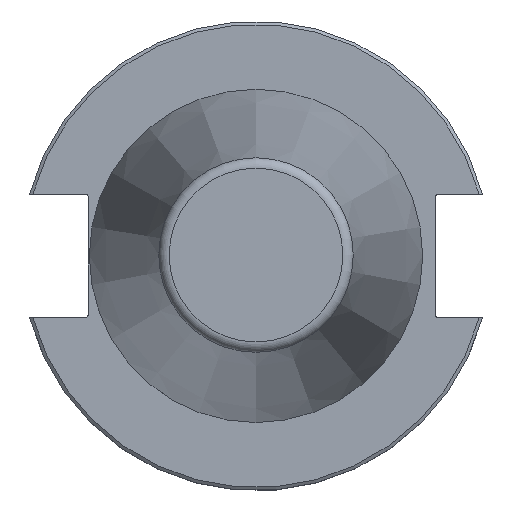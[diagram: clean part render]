
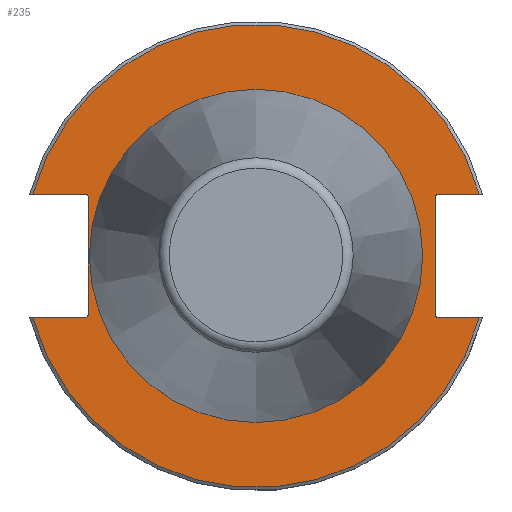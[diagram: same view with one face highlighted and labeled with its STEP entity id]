
A CAD part, top view. The second image highlights one B-rep face of the part: STEP entity #235.
In plain terms, the highlighted planar face has unit normal (0, 0, 1).
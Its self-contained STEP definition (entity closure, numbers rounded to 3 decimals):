
#79=FACE_BOUND('',#352,.T.);
#80=FACE_BOUND('',#353,.T.);
#120=PLANE('',#1145);
#143=LINE('',#1656,#189);
#148=LINE('',#1670,#194);
#149=LINE('',#1673,#195);
#150=LINE('',#1677,#196);
#151=LINE('',#1681,#197);
#152=LINE('',#1686,#198);
#153=LINE('',#1690,#199);
#154=LINE('',#1694,#200);
#189=VECTOR('',#1281,1.);
#194=VECTOR('',#1294,1.);
#195=VECTOR('',#1295,1.);
#196=VECTOR('',#1298,1.);
#197=VECTOR('',#1301,1.);
#198=VECTOR('',#1306,1.);
#199=VECTOR('',#1309,1.);
#200=VECTOR('',#1312,1.);
#235=ADVANCED_FACE('',(#79,#80),#120,.T.);
#352=EDGE_LOOP('',(#503,#504,#505,#506,#507,#508,#509,#510,#511,#512,#513,
#514,#515,#516));
#353=EDGE_LOOP('',(#517));
#503=ORIENTED_EDGE('',*,*,#905,.T.);
#504=ORIENTED_EDGE('',*,*,#906,.T.);
#505=ORIENTED_EDGE('',*,*,#907,.F.);
#506=ORIENTED_EDGE('',*,*,#908,.T.);
#507=ORIENTED_EDGE('',*,*,#909,.F.);
#508=ORIENTED_EDGE('',*,*,#910,.F.);
#509=ORIENTED_EDGE('',*,*,#911,.F.);
#510=ORIENTED_EDGE('',*,*,#898,.T.);
#511=ORIENTED_EDGE('',*,*,#912,.F.);
#512=ORIENTED_EDGE('',*,*,#913,.T.);
#513=ORIENTED_EDGE('',*,*,#914,.F.);
#514=ORIENTED_EDGE('',*,*,#915,.F.);
#515=ORIENTED_EDGE('',*,*,#916,.F.);
#516=ORIENTED_EDGE('',*,*,#917,.T.);
#517=ORIENTED_EDGE('',*,*,#918,.F.);
#789=VERTEX_POINT('',#1655);
#790=VERTEX_POINT('',#1657);
#795=VERTEX_POINT('',#1671);
#796=VERTEX_POINT('',#1672);
#797=VERTEX_POINT('',#1674);
#798=VERTEX_POINT('',#1676);
#799=VERTEX_POINT('',#1678);
#800=VERTEX_POINT('',#1680);
#801=VERTEX_POINT('',#1682);
#802=VERTEX_POINT('',#1685);
#803=VERTEX_POINT('',#1687);
#804=VERTEX_POINT('',#1689);
#805=VERTEX_POINT('',#1691);
#806=VERTEX_POINT('',#1693);
#807=VERTEX_POINT('',#1696);
#898=EDGE_CURVE('',#790,#789,#143,.T.);
#905=EDGE_CURVE('',#795,#796,#148,.T.);
#906=EDGE_CURVE('',#796,#797,#149,.T.);
#907=EDGE_CURVE('',#798,#797,#1039,.T.);
#908=EDGE_CURVE('',#798,#799,#150,.T.);
#909=EDGE_CURVE('',#800,#799,#1040,.T.);
#910=EDGE_CURVE('',#801,#800,#151,.T.);
#911=EDGE_CURVE('',#790,#801,#1041,.T.);
#912=EDGE_CURVE('',#802,#789,#1042,.T.);
#913=EDGE_CURVE('',#802,#803,#152,.T.);
#914=EDGE_CURVE('',#804,#803,#1043,.T.);
#915=EDGE_CURVE('',#805,#804,#153,.T.);
#916=EDGE_CURVE('',#806,#805,#1044,.T.);
#917=EDGE_CURVE('',#806,#795,#154,.T.);
#918=EDGE_CURVE('',#807,#807,#1045,.T.);
#1039=CIRCLE('',#1138,0.75);
#1040=CIRCLE('',#1139,48.539);
#1041=CIRCLE('',#1140,0.75);
#1042=CIRCLE('',#1141,0.75);
#1043=CIRCLE('',#1142,48.539);
#1044=CIRCLE('',#1143,0.75);
#1045=CIRCLE('',#1144,34.925);
#1138=AXIS2_PLACEMENT_3D('',#1675,#1296,#1297);
#1139=AXIS2_PLACEMENT_3D('',#1679,#1299,#1300);
#1140=AXIS2_PLACEMENT_3D('',#1683,#1302,#1303);
#1141=AXIS2_PLACEMENT_3D('',#1684,#1304,#1305);
#1142=AXIS2_PLACEMENT_3D('',#1688,#1307,#1308);
#1143=AXIS2_PLACEMENT_3D('',#1692,#1310,#1311);
#1144=AXIS2_PLACEMENT_3D('',#1695,#1313,#1314);
#1145=AXIS2_PLACEMENT_3D('',#1697,#1315,#1316);
#1281=DIRECTION('',(0.,1.,0.));
#1294=DIRECTION('',(0.,-1.,0.));
#1295=DIRECTION('',(0.,-1.,0.));
#1296=DIRECTION('',(0.,0.,1.));
#1297=DIRECTION('',(0.,-1.,0.));
#1298=DIRECTION('',(-1.,0.,0.));
#1299=DIRECTION('',(0.,0.,-1.));
#1300=DIRECTION('',(0.964,-0.267,0.));
#1301=DIRECTION('',(1.,0.,0.));
#1302=DIRECTION('',(0.,0.,1.));
#1303=DIRECTION('',(-1.,0.,0.));
#1304=DIRECTION('',(0.,0.,1.));
#1305=DIRECTION('',(0.,1.,0.));
#1306=DIRECTION('',(1.,0.,0.));
#1307=DIRECTION('',(0.,0.,-1.));
#1308=DIRECTION('',(0.,1.,0.));
#1309=DIRECTION('',(-1.,0.,0.));
#1310=DIRECTION('',(0.,0.,1.));
#1311=DIRECTION('',(1.,0.,0.));
#1312=DIRECTION('',(0.,-1.,0.));
#1313=DIRECTION('',(0.,0.,1.));
#1314=DIRECTION('',(1.,0.,0.));
#1315=DIRECTION('',(0.,0.,1.));
#1316=DIRECTION('',(0.,-1.,0.));
#1655=CARTESIAN_POINT('',(37.53,12.205,-3.2));
#1656=CARTESIAN_POINT('',(37.53,-12.205,-3.2));
#1657=CARTESIAN_POINT('',(37.53,-12.205,-3.2));
#1670=CARTESIAN_POINT('',(-35.12,0.,-3.2));
#1671=CARTESIAN_POINT('',(-35.12,6.547,-3.2));
#1672=CARTESIAN_POINT('',(-35.12,-6.547,-3.2));
#1673=CARTESIAN_POINT('',(-35.12,-6.547,-3.2));
#1674=CARTESIAN_POINT('',(-35.12,-12.205,-3.2));
#1675=CARTESIAN_POINT('',(-35.87,-12.205,-3.2));
#1676=CARTESIAN_POINT('',(-35.87,-12.955,-3.2));
#1677=CARTESIAN_POINT('',(-35.87,-12.955,-3.2));
#1678=CARTESIAN_POINT('',(-46.778,-12.955,-3.2));
#1679=CARTESIAN_POINT('',(0.,0.,-3.2));
#1680=CARTESIAN_POINT('',(46.778,-12.955,-3.2));
#1681=CARTESIAN_POINT('',(38.28,-12.955,-3.2));
#1682=CARTESIAN_POINT('',(38.28,-12.955,-3.2));
#1683=CARTESIAN_POINT('',(38.28,-12.205,-3.2));
#1684=CARTESIAN_POINT('',(38.28,12.205,-3.2));
#1685=CARTESIAN_POINT('',(38.28,12.955,-3.2));
#1686=CARTESIAN_POINT('',(38.28,12.955,-3.2));
#1687=CARTESIAN_POINT('',(46.778,12.955,-3.2));
#1688=CARTESIAN_POINT('',(0.,0.,-3.2));
#1689=CARTESIAN_POINT('',(-46.778,12.955,-3.2));
#1690=CARTESIAN_POINT('',(-35.87,12.955,-3.2));
#1691=CARTESIAN_POINT('',(-35.87,12.955,-3.2));
#1692=CARTESIAN_POINT('',(-35.87,12.205,-3.2));
#1693=CARTESIAN_POINT('',(-35.12,12.205,-3.2));
#1694=CARTESIAN_POINT('',(-35.12,12.205,-3.2));
#1695=CARTESIAN_POINT('',(0.,0.,-3.2));
#1696=CARTESIAN_POINT('',(34.925,0.,-3.2));
#1697=CARTESIAN_POINT('',(0.,0.,-3.2));
